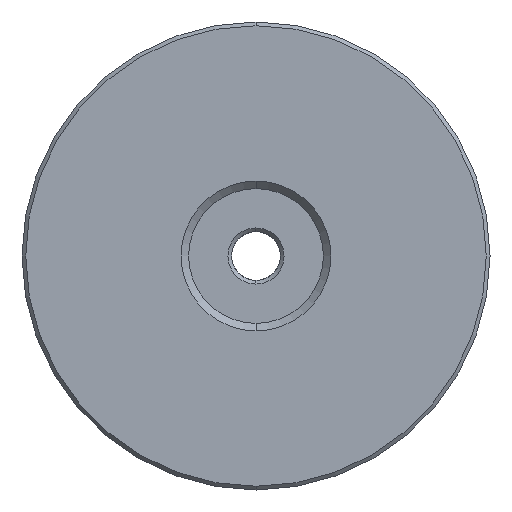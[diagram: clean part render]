
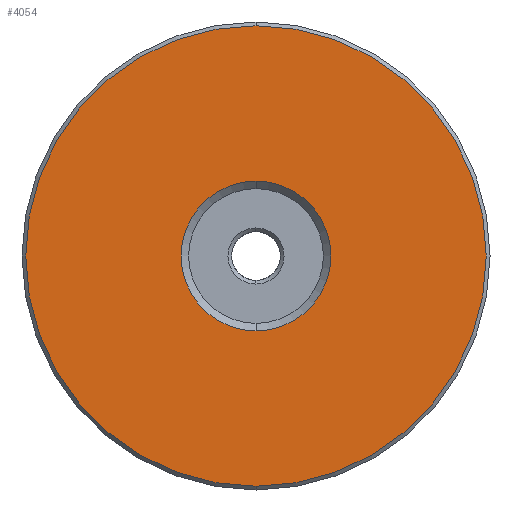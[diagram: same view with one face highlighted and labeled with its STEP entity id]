
A CAD part, front view. The second image highlights one B-rep face of the part: STEP entity #4054.
In plain terms, the highlighted planar face has unit normal (0, -1, 0).
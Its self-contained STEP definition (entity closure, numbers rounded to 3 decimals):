
#1520 = EDGE_CURVE('',#1521,#1523,#1525,.T.);
#1521 = VERTEX_POINT('',#1522);
#1522 = CARTESIAN_POINT('',(0.,-9.5,-15.621));
#1523 = VERTEX_POINT('',#1524);
#1524 = CARTESIAN_POINT('',(0.,-9.5,15.621));
#1525 = SURFACE_CURVE('',#1526,(#1531,#1543),.PCURVE_S1.);
#1526 = CIRCLE('',#1527,15.621);
#1527 = AXIS2_PLACEMENT_3D('',#1528,#1529,#1530);
#1528 = CARTESIAN_POINT('',(0.,-9.5,0.));
#1529 = DIRECTION('',(0.,-1.,0.));
#1530 = DIRECTION('',(0.,0.,1.));
#1531 = PCURVE('',#1532,#1537);
#1532 = CONICAL_SURFACE('',#1533,15.875,0.785);
#1533 = AXIS2_PLACEMENT_3D('',#1534,#1535,#1536);
#1534 = CARTESIAN_POINT('',(0.,-9.246,0.));
#1535 = DIRECTION('',(-0.,1.,-0.));
#1536 = DIRECTION('',(0.,0.,1.));
#1537 = DEFINITIONAL_REPRESENTATION('',(#1538),#1542);
#1538 = LINE('',#1539,#1540);
#1539 = CARTESIAN_POINT('',(6.283,-0.254));
#1540 = VECTOR('',#1541,1.);
#1541 = DIRECTION('',(-1.,0.));
#1542 = ( GEOMETRIC_REPRESENTATION_CONTEXT(2) 
PARAMETRIC_REPRESENTATION_CONTEXT() REPRESENTATION_CONTEXT('2D SPACE',''
  ) );
#1543 = PCURVE('',#1544,#1549);
#1544 = PLANE('',#1545);
#1545 = AXIS2_PLACEMENT_3D('',#1546,#1547,#1548);
#1546 = CARTESIAN_POINT('',(15.875,-9.5,0.));
#1547 = DIRECTION('',(-0.,1.,0.));
#1548 = DIRECTION('',(0.,0.,1.));
#1549 = DEFINITIONAL_REPRESENTATION('',(#1550),#1558);
#1550 = ( BOUNDED_CURVE() B_SPLINE_CURVE(2,(#1551,#1552,#1553,#1554,
#1555,#1556,#1557),.UNSPECIFIED.,.T.,.F.) B_SPLINE_CURVE_WITH_KNOTS((1,2
    ,2,2,2,1),(-2.094,0.,2.094,4.189,
6.283,8.378),.UNSPECIFIED.) CURVE() 
GEOMETRIC_REPRESENTATION_ITEM() RATIONAL_B_SPLINE_CURVE((1.,0.5,1.,0.5,
1.,0.5,1.)) REPRESENTATION_ITEM('') );
#1551 = CARTESIAN_POINT('',(15.621,-15.875));
#1552 = CARTESIAN_POINT('',(15.621,-42.931));
#1553 = CARTESIAN_POINT('',(-7.811,-29.403));
#1554 = CARTESIAN_POINT('',(-31.242,-15.875));
#1555 = CARTESIAN_POINT('',(-7.811,-2.347));
#1556 = CARTESIAN_POINT('',(15.621,11.181));
#1557 = CARTESIAN_POINT('',(15.621,-15.875));
#1558 = ( GEOMETRIC_REPRESENTATION_CONTEXT(2) 
PARAMETRIC_REPRESENTATION_CONTEXT() REPRESENTATION_CONTEXT('2D SPACE',''
  ) );
#1576 = CONICAL_SURFACE('',#1577,15.875,0.785);
#1577 = AXIS2_PLACEMENT_3D('',#1578,#1579,#1580);
#1578 = CARTESIAN_POINT('',(0.,-9.246,0.));
#1579 = DIRECTION('',(-0.,1.,-0.));
#1580 = DIRECTION('',(0.,0.,1.));
#2801 = VERTEX_POINT('',#2802);
#2802 = CARTESIAN_POINT('',(0.,-9.5,-5.08));
#2809 = CONICAL_SURFACE('',#2810,4.572,0.785);
#2810 = AXIS2_PLACEMENT_3D('',#2811,#2812,#2813);
#2811 = CARTESIAN_POINT('',(0.,-8.992,0.));
#2812 = DIRECTION('',(0.,-1.,0.));
#2813 = DIRECTION('',(0.,0.,-1.));
#2821 = CONICAL_SURFACE('',#2822,4.572,0.785);
#2822 = AXIS2_PLACEMENT_3D('',#2823,#2824,#2825);
#2823 = CARTESIAN_POINT('',(0.,-8.992,0.));
#2824 = DIRECTION('',(0.,-1.,0.));
#2825 = DIRECTION('',(0.,0.,-1.));
#2833 = EDGE_CURVE('',#2801,#2834,#2836,.T.);
#2834 = VERTEX_POINT('',#2835);
#2835 = CARTESIAN_POINT('',(0.,-9.5,5.08));
#2836 = SURFACE_CURVE('',#2837,(#2842,#2849),.PCURVE_S1.);
#2837 = CIRCLE('',#2838,5.08);
#2838 = AXIS2_PLACEMENT_3D('',#2839,#2840,#2841);
#2839 = CARTESIAN_POINT('',(0.,-9.5,0.));
#2840 = DIRECTION('',(-0.,1.,0.));
#2841 = DIRECTION('',(0.,0.,1.));
#2842 = PCURVE('',#2809,#2843);
#2843 = DEFINITIONAL_REPRESENTATION('',(#2844),#2848);
#2844 = LINE('',#2845,#2846);
#2845 = CARTESIAN_POINT('',(9.425,0.508));
#2846 = VECTOR('',#2847,1.);
#2847 = DIRECTION('',(-1.,0.));
#2848 = ( GEOMETRIC_REPRESENTATION_CONTEXT(2) 
PARAMETRIC_REPRESENTATION_CONTEXT() REPRESENTATION_CONTEXT('2D SPACE',''
  ) );
#2849 = PCURVE('',#1544,#2850);
#2850 = DEFINITIONAL_REPRESENTATION('',(#2851),#2855);
#2851 = CIRCLE('',#2852,5.08);
#2852 = AXIS2_PLACEMENT_2D('',#2853,#2854);
#2853 = CARTESIAN_POINT('',(0.,-15.875));
#2854 = DIRECTION('',(1.,0.));
#2855 = ( GEOMETRIC_REPRESENTATION_CONTEXT(2) 
PARAMETRIC_REPRESENTATION_CONTEXT() REPRESENTATION_CONTEXT('2D SPACE',''
  ) );
#4030 = EDGE_CURVE('',#2834,#2801,#4031,.T.);
#4031 = SURFACE_CURVE('',#4032,(#4037,#4044),.PCURVE_S1.);
#4032 = CIRCLE('',#4033,5.08);
#4033 = AXIS2_PLACEMENT_3D('',#4034,#4035,#4036);
#4034 = CARTESIAN_POINT('',(0.,-9.5,0.));
#4035 = DIRECTION('',(-0.,1.,0.));
#4036 = DIRECTION('',(0.,0.,1.));
#4037 = PCURVE('',#2821,#4038);
#4038 = DEFINITIONAL_REPRESENTATION('',(#4039),#4043);
#4039 = LINE('',#4040,#4041);
#4040 = CARTESIAN_POINT('',(3.142,0.508));
#4041 = VECTOR('',#4042,1.);
#4042 = DIRECTION('',(-1.,0.));
#4043 = ( GEOMETRIC_REPRESENTATION_CONTEXT(2) 
PARAMETRIC_REPRESENTATION_CONTEXT() REPRESENTATION_CONTEXT('2D SPACE',''
  ) );
#4044 = PCURVE('',#1544,#4045);
#4045 = DEFINITIONAL_REPRESENTATION('',(#4046),#4050);
#4046 = CIRCLE('',#4047,5.08);
#4047 = AXIS2_PLACEMENT_2D('',#4048,#4049);
#4048 = CARTESIAN_POINT('',(0.,-15.875));
#4049 = DIRECTION('',(1.,0.));
#4050 = ( GEOMETRIC_REPRESENTATION_CONTEXT(2) 
PARAMETRIC_REPRESENTATION_CONTEXT() REPRESENTATION_CONTEXT('2D SPACE',''
  ) );
#4054 = ADVANCED_FACE('',(#4055,#4084),#1544,.F.);
#4055 = FACE_BOUND('',#4056,.T.);
#4056 = EDGE_LOOP('',(#4057,#4083));
#4057 = ORIENTED_EDGE('',*,*,#4058,.T.);
#4058 = EDGE_CURVE('',#1523,#1521,#4059,.T.);
#4059 = SURFACE_CURVE('',#4060,(#4065,#4076),.PCURVE_S1.);
#4060 = CIRCLE('',#4061,15.621);
#4061 = AXIS2_PLACEMENT_3D('',#4062,#4063,#4064);
#4062 = CARTESIAN_POINT('',(0.,-9.5,0.));
#4063 = DIRECTION('',(0.,-1.,0.));
#4064 = DIRECTION('',(0.,0.,1.));
#4065 = PCURVE('',#1544,#4066);
#4066 = DEFINITIONAL_REPRESENTATION('',(#4067),#4075);
#4067 = ( BOUNDED_CURVE() B_SPLINE_CURVE(2,(#4068,#4069,#4070,#4071,
#4072,#4073,#4074),.UNSPECIFIED.,.T.,.F.) B_SPLINE_CURVE_WITH_KNOTS((1,2
    ,2,2,2,1),(-2.094,0.,2.094,4.189,
6.283,8.378),.UNSPECIFIED.) CURVE() 
GEOMETRIC_REPRESENTATION_ITEM() RATIONAL_B_SPLINE_CURVE((1.,0.5,1.,0.5,
1.,0.5,1.)) REPRESENTATION_ITEM('') );
#4068 = CARTESIAN_POINT('',(15.621,-15.875));
#4069 = CARTESIAN_POINT('',(15.621,-42.931));
#4070 = CARTESIAN_POINT('',(-7.811,-29.403));
#4071 = CARTESIAN_POINT('',(-31.242,-15.875));
#4072 = CARTESIAN_POINT('',(-7.811,-2.347));
#4073 = CARTESIAN_POINT('',(15.621,11.181));
#4074 = CARTESIAN_POINT('',(15.621,-15.875));
#4075 = ( GEOMETRIC_REPRESENTATION_CONTEXT(2) 
PARAMETRIC_REPRESENTATION_CONTEXT() REPRESENTATION_CONTEXT('2D SPACE',''
  ) );
#4076 = PCURVE('',#1576,#4077);
#4077 = DEFINITIONAL_REPRESENTATION('',(#4078),#4082);
#4078 = LINE('',#4079,#4080);
#4079 = CARTESIAN_POINT('',(6.283,-0.254));
#4080 = VECTOR('',#4081,1.);
#4081 = DIRECTION('',(-1.,0.));
#4082 = ( GEOMETRIC_REPRESENTATION_CONTEXT(2) 
PARAMETRIC_REPRESENTATION_CONTEXT() REPRESENTATION_CONTEXT('2D SPACE',''
  ) );
#4083 = ORIENTED_EDGE('',*,*,#1520,.T.);
#4084 = FACE_BOUND('',#4085,.T.);
#4085 = EDGE_LOOP('',(#4086,#4087));
#4086 = ORIENTED_EDGE('',*,*,#2833,.T.);
#4087 = ORIENTED_EDGE('',*,*,#4030,.T.);
